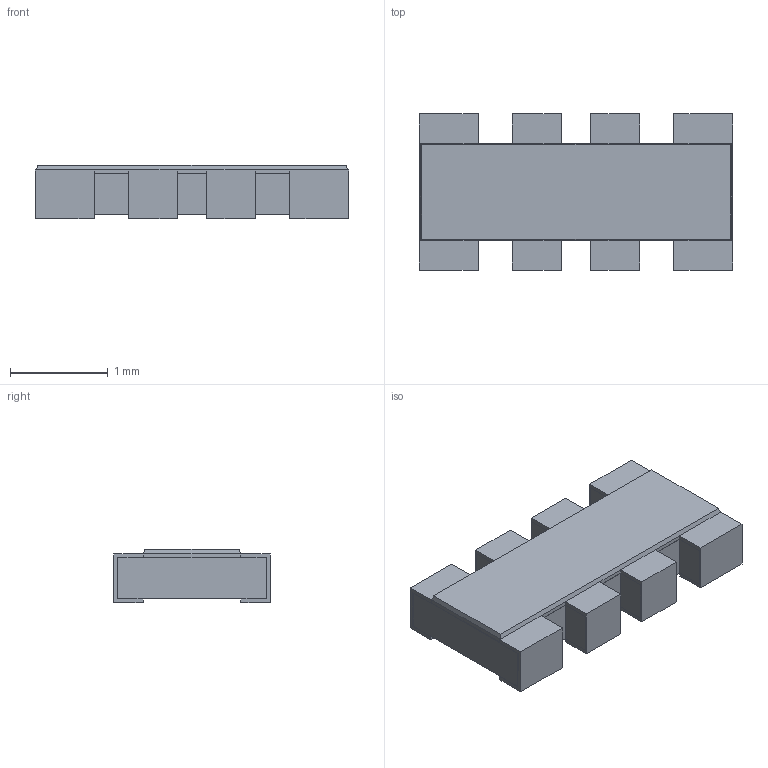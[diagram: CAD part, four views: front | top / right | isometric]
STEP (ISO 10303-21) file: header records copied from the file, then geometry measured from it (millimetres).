
FILE_DESCRIPTION (( 'STEP AP214' ), '1' );
FILE_NAME ('70992C99-3BE6-4E5A-A36F-85BCCB538D0B.STEP', '2022-08-27T15:14:09', ( '' ), ( '' ), 'SwSTEP 2.0', 'SolidWorks 2022', '' );
FILE_SCHEMA (( 'AUTOMOTIVE_DESIGN' ));
Length unit declared in the file: millimetre
Products named in the file (1): 70992C99-3BE6-4E5A-A36F-85BCCB538D0B
Bounding box: 3.2 x 1.6 x 0.55 mm (x, y, z)
Volume: 2.3 mm3; surface area: 16 mm2
Topology: 1 solids, 1 shells, 118 faces, 320 edges, 204 vertices
Faces by surface type: plane 118
Entity records: 4932 total; most frequent: CARTESIAN_POINT 643, ORIENTED_EDGE 640, DIRECTION 558, LINE 320, VECTOR 320, EDGE_CURVE 320, VERTEX_POINT 204, UNCERTAINTY_MEASURE_WITH_UNIT 121
